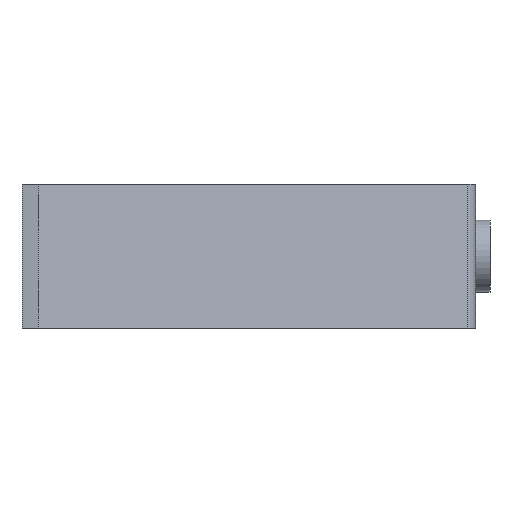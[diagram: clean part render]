
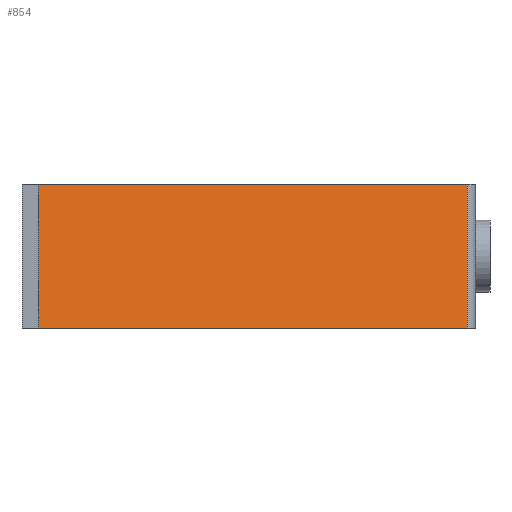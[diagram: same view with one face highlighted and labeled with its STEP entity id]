
A CAD part, left-side view. The second image highlights one B-rep face of the part: STEP entity #854.
In plain terms, the highlighted planar face has unit normal (-0.906, -0.423, 0).
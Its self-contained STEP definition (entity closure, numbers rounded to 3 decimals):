
#7 = ORIENTED_EDGE ( 'NONE', *, *, #1095, .T. ) ;
#23 = VERTEX_POINT ( 'NONE', #1155 ) ;
#49 = VERTEX_POINT ( 'NONE', #242 ) ;
#172 = CARTESIAN_POINT ( 'NONE',  ( 21.032, -126., 20. ) ) ;
#182 = VECTOR ( 'NONE', #1170, 1000. ) ;
#211 = EDGE_CURVE ( 'NONE', #49, #578, #747, .T. ) ;
#233 = VECTOR ( 'NONE', #887, 1000. ) ;
#242 = CARTESIAN_POINT ( 'NONE',  ( -35.624, -4.5, 20. ) ) ;
#267 = VECTOR ( 'NONE', #636, 1000. ) ;
#282 = CARTESIAN_POINT ( 'NONE',  ( -35.624, -4.5, -20. ) ) ;
#365 = ORIENTED_EDGE ( 'NONE', *, *, #211, .T. ) ;
#386 = CARTESIAN_POINT ( 'NONE',  ( 21.032, -126., 20. ) ) ;
#387 = EDGE_CURVE ( 'NONE', #49, #23, #1086, .T. ) ;
#443 = ORIENTED_EDGE ( 'NONE', *, *, #387, .F. ) ;
#485 = LINE ( 'NONE', #1084, #233 ) ;
#500 = DIRECTION ( 'NONE',  ( 0., 0., 1. ) ) ;
#565 = AXIS2_PLACEMENT_3D ( 'NONE', #172, #572, #981 ) ;
#572 = DIRECTION ( 'NONE',  ( 0.906, 0.423, 0. ) ) ;
#578 = VERTEX_POINT ( 'NONE', #282 ) ;
#579 = LINE ( 'NONE', #772, #899 ) ;
#628 = EDGE_CURVE ( 'NONE', #578, #1074, #485, .T. ) ;
#631 = ORIENTED_EDGE ( 'NONE', *, *, #628, .T. ) ;
#636 = DIRECTION ( 'NONE',  ( 0., 0., -1. ) ) ;
#747 = LINE ( 'NONE', #1150, #267 ) ;
#772 = CARTESIAN_POINT ( 'NONE',  ( 19.955, -123.69, 20. ) ) ;
#777 = FACE_OUTER_BOUND ( 'NONE', #870, .T. ) ;
#854 = ADVANCED_FACE ( 'NONE', ( #777 ), #1073, .F. ) ;
#870 = EDGE_LOOP ( 'NONE', ( #631, #7, #443, #365 ) ) ;
#887 = DIRECTION ( 'NONE',  ( 0.423, -0.906, 0. ) ) ;
#899 = VECTOR ( 'NONE', #500, 1000. ) ;
#981 = DIRECTION ( 'NONE',  ( -0.423, 0.906, 0. ) ) ;
#1073 = PLANE ( 'NONE',  #565 ) ;
#1074 = VERTEX_POINT ( 'NONE', #1196 ) ;
#1084 = CARTESIAN_POINT ( 'NONE',  ( 21.032, -126., -20. ) ) ;
#1086 = LINE ( 'NONE', #386, #182 ) ;
#1095 = EDGE_CURVE ( 'NONE', #1074, #23, #579, .T. ) ;
#1150 = CARTESIAN_POINT ( 'NONE',  ( -35.624, -4.5, 20. ) ) ;
#1155 = CARTESIAN_POINT ( 'NONE',  ( 19.955, -123.69, 20. ) ) ;
#1170 = DIRECTION ( 'NONE',  ( 0.423, -0.906, 0. ) ) ;
#1196 = CARTESIAN_POINT ( 'NONE',  ( 19.955, -123.69, -20. ) ) ;
